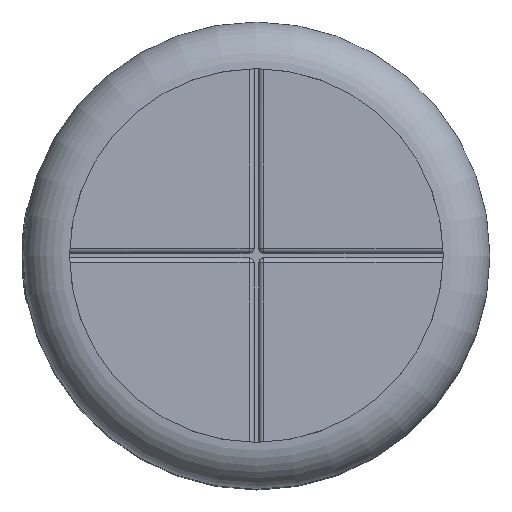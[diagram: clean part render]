
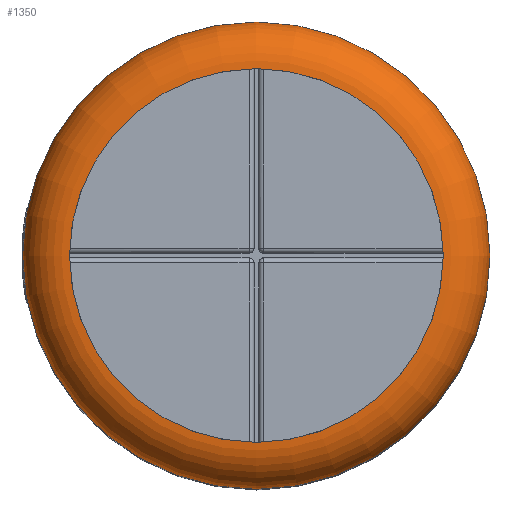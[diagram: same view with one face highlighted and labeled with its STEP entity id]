
A CAD part, top view. The second image highlights one B-rep face of the part: STEP entity #1350.
In plain terms, the highlighted toroidal (fillet/blend) face has major radius 2 mm and minor radius 0.5 mm.
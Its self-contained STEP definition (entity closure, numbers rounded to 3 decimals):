
#25=TOROIDAL_SURFACE('',#1507,2.,0.5);
#408=FACE_OUTER_BOUND('',#485,.T.);
#485=EDGE_LOOP('',(#1268,#1269,#1270,#1271));
#513=CIRCLE('',#1422,2.);
#552=CIRCLE('',#1500,2.5);
#556=CIRCLE('',#1508,0.5);
#602=VERTEX_POINT('',#2102);
#681=VERTEX_POINT('',#2685);
#756=EDGE_CURVE('',#602,#602,#513,.T.);
#871=EDGE_CURVE('',#681,#681,#552,.T.);
#879=EDGE_CURVE('',#602,#681,#556,.T.);
#1268=ORIENTED_EDGE('',*,*,#756,.T.);
#1269=ORIENTED_EDGE('',*,*,#879,.T.);
#1270=ORIENTED_EDGE('',*,*,#871,.T.);
#1271=ORIENTED_EDGE('',*,*,#879,.F.);
#1350=ADVANCED_FACE('',(#408),#25,.T.);
#1422=AXIS2_PLACEMENT_3D('',#2103,#1663,#1664);
#1500=AXIS2_PLACEMENT_3D('',#2686,#1855,#1856);
#1507=AXIS2_PLACEMENT_3D('',#2698,#1873,#1874);
#1508=AXIS2_PLACEMENT_3D('',#2699,#1875,#1876);
#1663=DIRECTION('center_axis',(0.,0.,-1.));
#1664=DIRECTION('ref_axis',(1.,0.,0.));
#1855=DIRECTION('center_axis',(0.,0.,1.));
#1856=DIRECTION('ref_axis',(1.,0.,0.));
#1873=DIRECTION('center_axis',(0.,0.,1.));
#1874=DIRECTION('ref_axis',(1.,0.,0.));
#1875=DIRECTION('center_axis',(0.,-1.,0.));
#1876=DIRECTION('ref_axis',(-1.,0.,0.));
#2102=CARTESIAN_POINT('',(-2.,0.,6.));
#2103=CARTESIAN_POINT('Origin',(0.,0.,6.));
#2685=CARTESIAN_POINT('',(-2.5,0.,5.5));
#2686=CARTESIAN_POINT('Origin',(0.,0.,5.5));
#2698=CARTESIAN_POINT('Origin',(0.,0.,5.5));
#2699=CARTESIAN_POINT('Origin',(-2.,0.,5.5));
